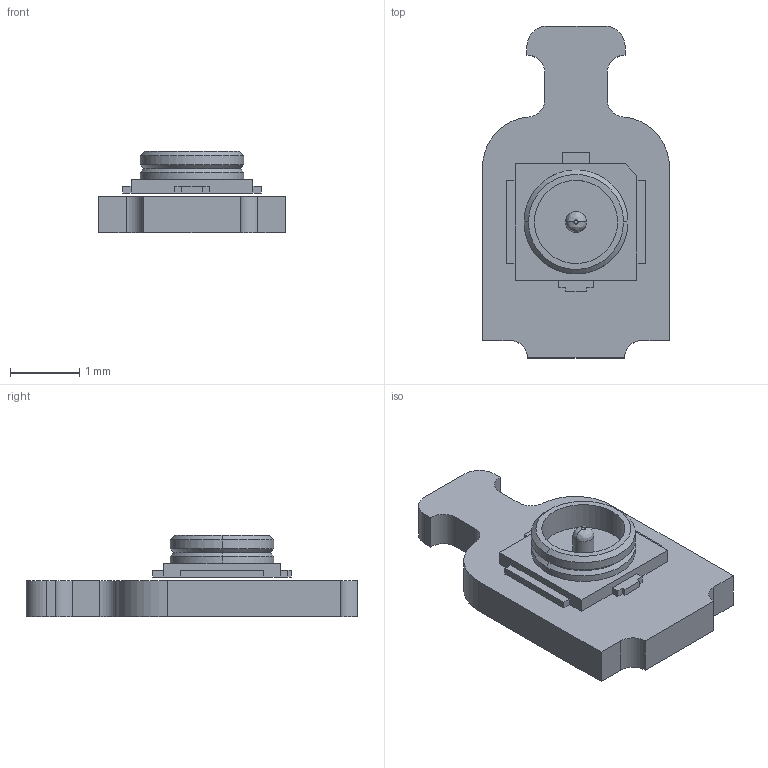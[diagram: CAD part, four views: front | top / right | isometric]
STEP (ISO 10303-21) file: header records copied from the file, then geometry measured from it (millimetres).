
FILE_DESCRIPTION(('KiCad electronic assembly'),'2;1');
FILE_NAME('headstage-64s-coax-adapter.step','2022-01-21T15:18:33',( 'Pcbnew'),('Kicad'),'Open CASCADE STEP processor 7.5', 'KiCad to STEP converter','Unknown');
FILE_SCHEMA(('AUTOMOTIVE_DESIGN { 1 0 10303 214 1 1 1 1 }'));
Length unit declared in the file: millimetre
Products named in the file (4): headstage-64s-coax-adapter 1; LINX_CONMHF4-SMD-G-T; SOLID; headstage-64s-coax-adapter PCB
Assembly tree (3 placements, depth 3):
  headstage-64s-coax-adapter 1
    LINX_CONMHF4-SMD-G-T
      SOLID
    headstage-64s-coax-adapter PCB
Bounding box: 2.7 x 4.79 x 1.17 mm (x, y, z)
Volume: 6.2 mm3; surface area: 40 mm2
Topology: 2 solids, 2 shells, 68 faces, 173 edges, 112 vertices
Faces by surface type: bspline 46, plane 12, cylinder 10
Entity records: 4682 total; most frequent: CARTESIAN_POINT 1646, ORIENTED_EDGE 346, PCURVE 346, DEFINITIONAL_REPRESENTATION 346, B_SPLINE_CURVE_WITH_KNOTS 311, DIRECTION 224, EDGE_CURVE 173, SURFACE_CURVE 173
